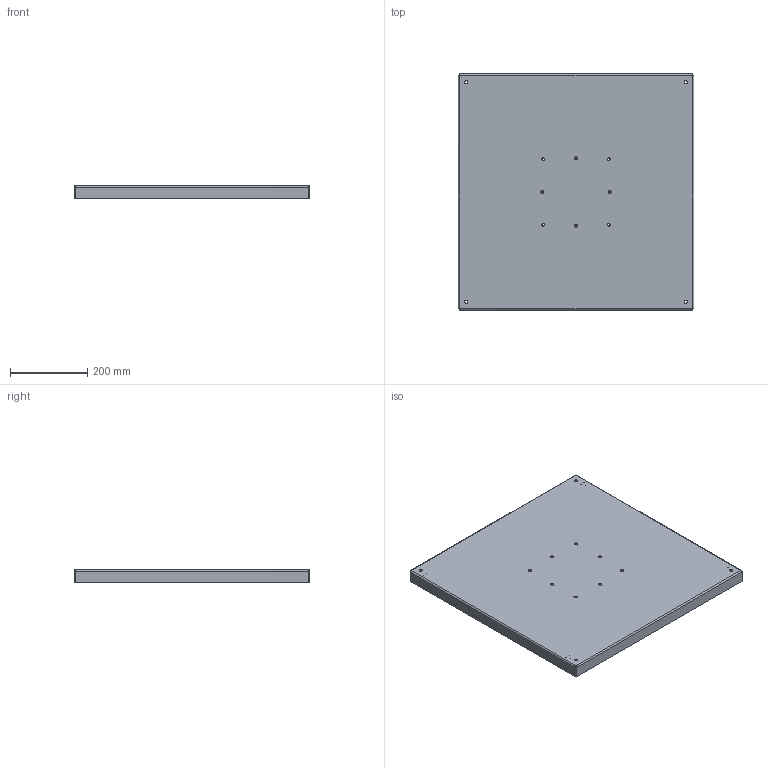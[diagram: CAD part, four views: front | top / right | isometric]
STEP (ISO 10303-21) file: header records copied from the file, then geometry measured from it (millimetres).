
FILE_DESCRIPTION(/* description */ ('PEDESTAL BASE PLATE, 24", 10 GA. 304 S.S.'),/* implementation_level */ '2;1');
FILE_NAME(/* name */ 'WA24SBASESS.stp',/* time_stamp */ '2016-11-30T15:25:29+06:00',/* author */ ('sdirisala'),/* organization */ (''),/* preprocessor_version */ 'ST-DEVELOPER v16.1',/* originating_system */ 'Autodesk Inventor 2016',/* authorisation */ '');
FILE_SCHEMA (('AUTOMOTIVE_DESIGN { 1 0 10303 214 3 1 1 }'));
Length unit declared in the file: inch
Products named in the file (5): WA24SBASEBSS; WA24SBASESSSTFNR; 349122; HFW349157; WA24SBASESS
Assembly tree (15 placements, depth 2):
  WA24SBASESS
    WA24SBASEBSS
    WA24SBASESSSTFNR  x2
    349122  x8
    HFW349157  x4
Bounding box: 609.6 x 609.6 x 33.34 mm (x, y, z)
Volume: 1501567.2 mm3; surface area: 967996.9 mm2
Topology: 15 solids, 15 shells, 346 faces, 740 edges, 480 vertices
Faces by surface type: plane 210, cylinder 80, bspline 20, cone 20, torus 16
Full cylindrical faces by diameter (mm): 6.35 x12, 7.544 x8, 7.938 x12, 9.525 x4, 20.32 x4
Entity records: 3115 total; most frequent: CARTESIAN_POINT 774, DIRECTION 448, ORIENTED_EDGE 382, EDGE_CURVE 191, AXIS2_PLACEMENT_3D 168, EDGE_LOOP 159, VERTEX_POINT 132, LINE 112
